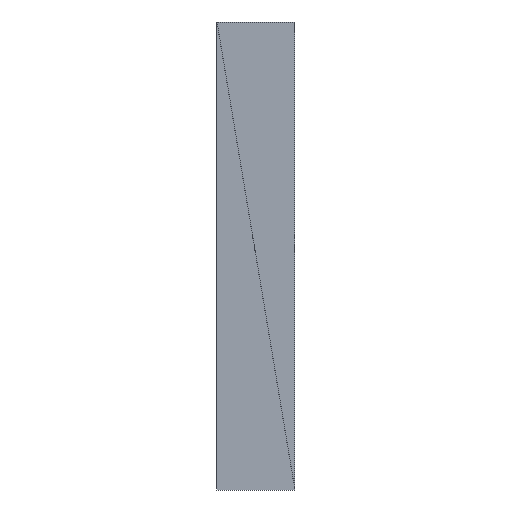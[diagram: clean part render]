
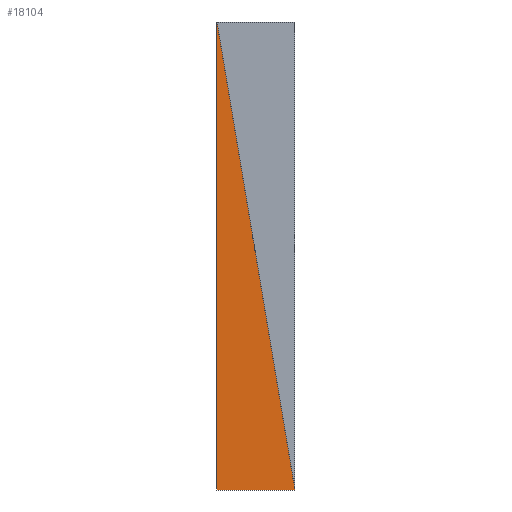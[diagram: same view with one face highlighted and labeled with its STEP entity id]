
A CAD part, left-side view. The second image highlights one B-rep face of the part: STEP entity #18104.
In plain terms, the highlighted planar face has unit normal (-1, 0, 0).
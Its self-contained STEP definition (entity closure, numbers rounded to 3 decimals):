
#13421 = VERTEX_POINT('',#13422);
#13422 = CARTESIAN_POINT('',(-15.,2.5,-15.));
#13499 = EDGE_CURVE('',#13500,#13421,#13502,.T.);
#13500 = VERTEX_POINT('',#13501);
#13501 = CARTESIAN_POINT('',(-15.,2.5,15.));
#13502 = LINE('',#13503,#13504);
#13503 = CARTESIAN_POINT('',(-15.,2.5,15.));
#13504 = VECTOR('',#13505,1.);
#13505 = DIRECTION('',(0.,0.,-1.));
#17413 = VERTEX_POINT('',#17414);
#17414 = CARTESIAN_POINT('',(-15.,-2.5,-15.));
#18104 = ADVANCED_FACE('',(#18105),#18120,.T.);
#18105 = FACE_BOUND('',#18106,.T.);
#18106 = EDGE_LOOP('',(#18107,#18113,#18114));
#18107 = ORIENTED_EDGE('',*,*,#18108,.T.);
#18108 = EDGE_CURVE('',#17413,#13500,#18109,.T.);
#18109 = LINE('',#18110,#18111);
#18110 = CARTESIAN_POINT('',(-15.,-2.5,-15.));
#18111 = VECTOR('',#18112,1.);
#18112 = DIRECTION('',(0.,0.164,0.986));
#18113 = ORIENTED_EDGE('',*,*,#13499,.T.);
#18114 = ORIENTED_EDGE('',*,*,#18115,.T.);
#18115 = EDGE_CURVE('',#13421,#17413,#18116,.T.);
#18116 = LINE('',#18117,#18118);
#18117 = CARTESIAN_POINT('',(-15.,2.5,-15.));
#18118 = VECTOR('',#18119,1.);
#18119 = DIRECTION('',(0.,-1.,0.));
#18120 = PLANE('',#18121);
#18121 = AXIS2_PLACEMENT_3D('',#18122,#18123,#18124);
#18122 = CARTESIAN_POINT('',(-15.,1.147,-1.147));
#18123 = DIRECTION('',(-1.,-0.,-0.));
#18124 = DIRECTION('',(0.,0.,-1.));
